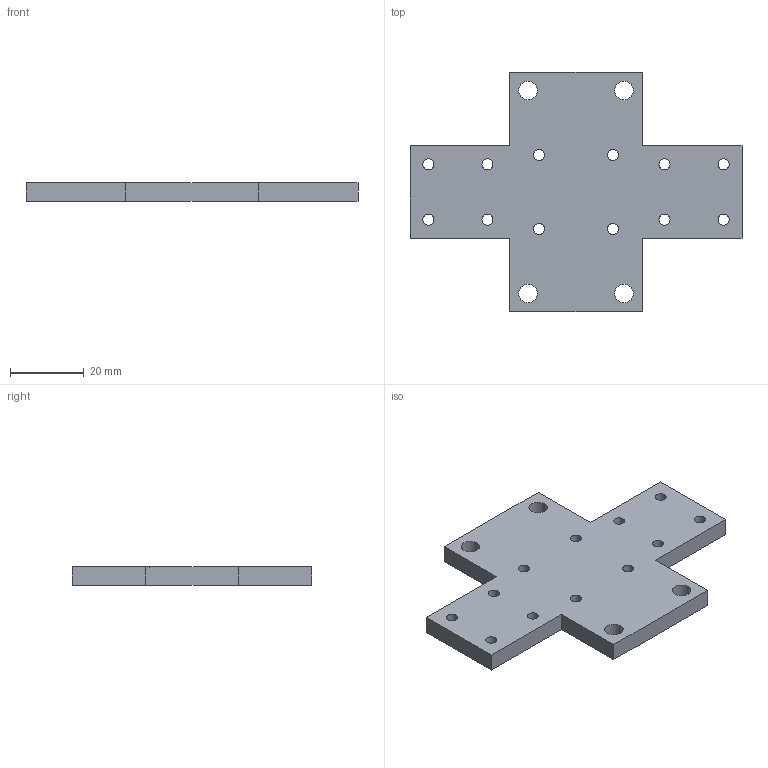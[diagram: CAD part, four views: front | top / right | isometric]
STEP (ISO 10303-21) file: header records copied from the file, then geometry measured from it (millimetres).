
FILE_DESCRIPTION(/* description */ ('Unknown'),/* implementation_level */ '2;1');
FILE_NAME(/* name */ 'Carrriage1',/* time_stamp */ '2022-06-05T10:20:16+02:00',/* author */ ('Unknown'),/* organization */ ('Unknown'),/* preprocessor_version */ 'ST-DEVELOPER v18.1',/* originating_system */ 'Solid Edge',/* authorisation */ 'Unknown');
FILE_SCHEMA (('CONFIG_CONTROL_DESIGN'));
Length unit declared in the file: millimetre
Products named in the file (1): Carrriage1
Bounding box: 90 x 65 x 5 mm (x, y, z)
Volume: 17633.2 mm3; surface area: 9482.9 mm2
Topology: 1 solids, 1 shells, 30 faces, 84 edges, 56 vertices
Faces by surface type: cylinder 16, plane 14
Full cylindrical faces by diameter (mm): 3 x12, 5 x4
Entity records: 994 total; most frequent: DIRECTION 162, CARTESIAN_POINT 155, ORIENTED_EDGE 136, EDGE_LOOP 78, FACE_BOUND 78, EDGE_CURVE 68, AXIS2_PLACEMENT_3D 63, VERTEX_POINT 56
